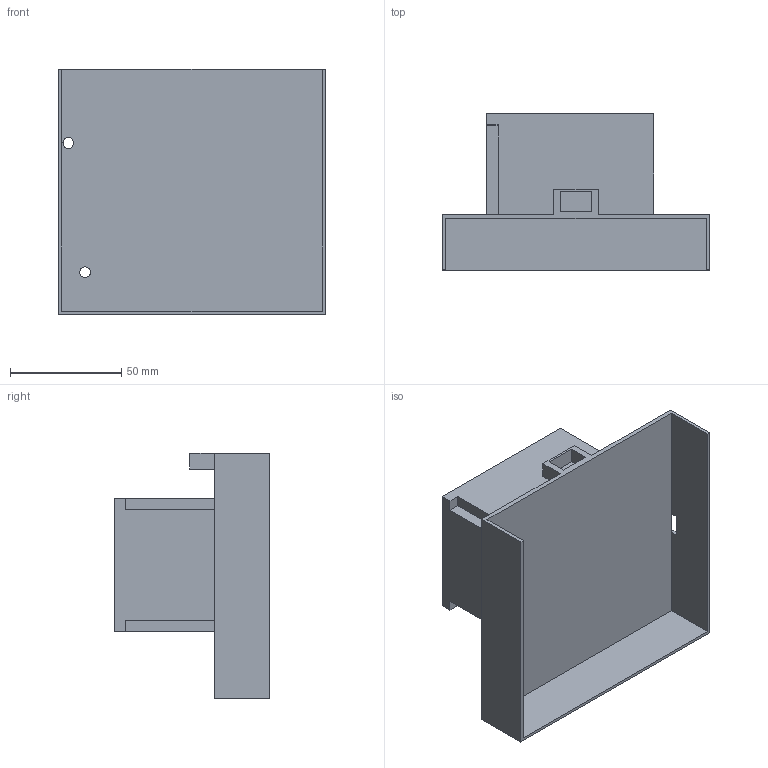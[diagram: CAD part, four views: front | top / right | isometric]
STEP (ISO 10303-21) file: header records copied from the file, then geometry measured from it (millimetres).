
FILE_DESCRIPTION(('FreeCAD Model'),'2;1');
FILE_NAME('Open CASCADE Shape Model','2026-01-01T22:21:22',('Author'),( ''),'Open CASCADE STEP processor 7.7','FreeCAD','Unknown');
FILE_SCHEMA(('AUTOMOTIVE_DESIGN { 1 0 10303 214 1 1 1 1 }'));
Length unit declared in the file: millimetre
Products named in the file (1): Body
Bounding box: 120 x 70 x 110 mm (x, y, z)
Volume: 99030.8 mm3; surface area: 68347.5 mm2
Topology: 1 solids, 1 shells, 39 faces, 110 edges, 70 vertices
Faces by surface type: plane 37, cylinder 2
Full cylindrical faces by diameter (mm): 4.8 x2
Entity records: 1278 total; most frequent: ORIENTED_EDGE 224, CARTESIAN_POINT 220, DIRECTION 194, EDGE_CURVE 110, LINE 106, VECTOR 106, VERTEX_POINT 70, FACE_BOUND 48
